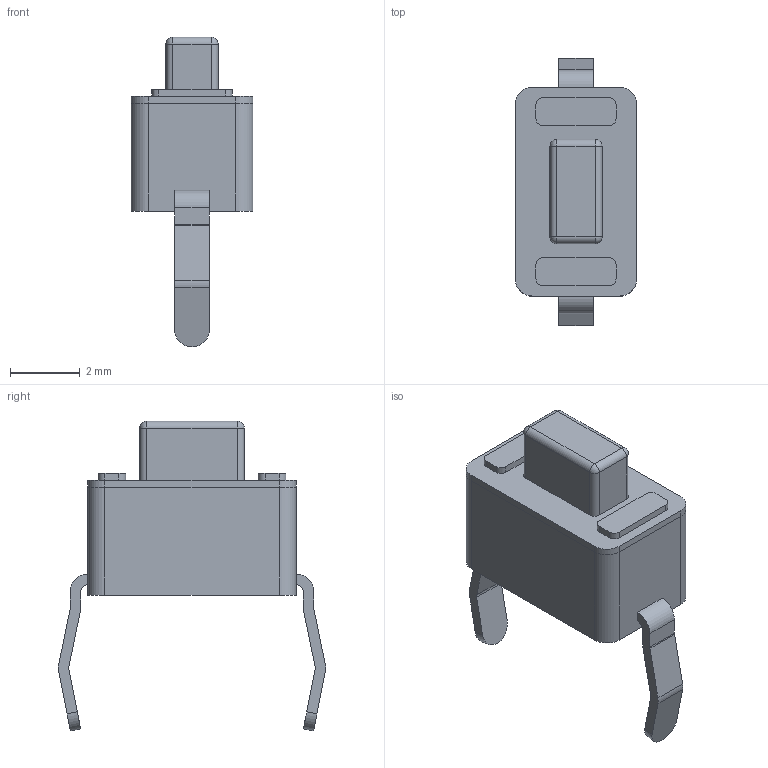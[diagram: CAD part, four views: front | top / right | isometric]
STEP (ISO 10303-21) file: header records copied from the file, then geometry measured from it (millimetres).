
FILE_DESCRIPTION(/* description */ (''),/* implementation_level */ '2;1');
FILE_NAME(/* name */ 'TACT-SWITCH-THT-2C-03X06-5MM.stp',/* time_stamp */ '2020-10-19T13:52:18-03:00',/* author */ ('laguerre'),/* organization */ (''),/* preprocessor_version */ 'ST-DEVELOPER v17',/* originating_system */ 'Autodesk Inventor 2018',/* authorisation */ '');
FILE_SCHEMA (('AUTOMOTIVE_DESIGN { 1 0 10303 214 3 1 1 }'));
Length unit declared in the file: millimetre
Products named in the file (1): TACT-SWITCH-THT-3X6MM
Bounding box: 3.5 x 7.68 x 8.9 mm (x, y, z)
Volume: 79.5 mm3; surface area: 183.7 mm2
Topology: 4 solids, 4 shells, 87 faces, 216 edges, 140 vertices
Faces by surface type: plane 45, cylinder 38, sphere 4
Entity records: 2675 total; most frequent: DIRECTION 468, CARTESIAN_POINT 444, ORIENTED_EDGE 432, EDGE_CURVE 216, AXIS2_PLACEMENT_3D 164, LINE 140, VECTOR 140, VERTEX_POINT 140
